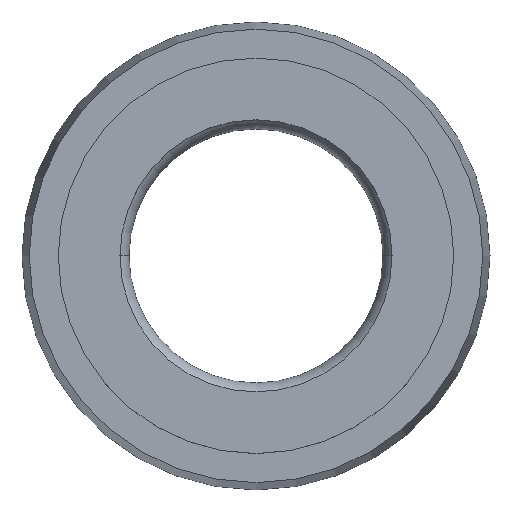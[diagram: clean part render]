
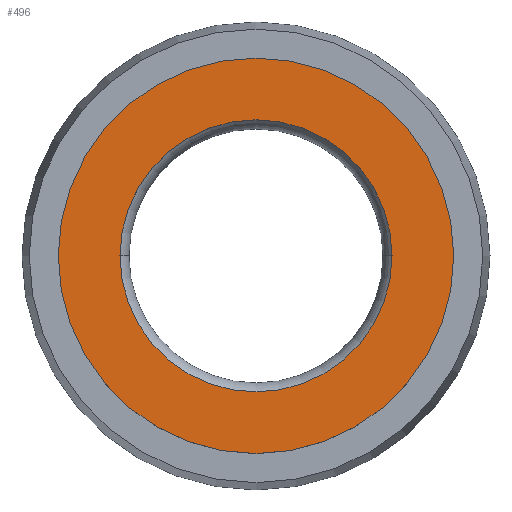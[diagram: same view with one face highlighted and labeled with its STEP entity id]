
A CAD part, top view. The second image highlights one B-rep face of the part: STEP entity #496.
In plain terms, the highlighted planar face has unit normal (0, 0, 1).
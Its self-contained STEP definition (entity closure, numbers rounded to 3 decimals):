
#3 = AXIS2_PLACEMENT_3D ( 'NONE', #14, #350, #307 ) ;
#5 = DIRECTION ( 'NONE',  ( 0., 0., -1. ) ) ;
#14 = CARTESIAN_POINT ( 'NONE',  ( 0., 0., 0. ) ) ;
#17 = DIRECTION ( 'NONE',  ( 0., 0., 1. ) ) ;
#21 = CIRCLE ( 'NONE', #233, 5.45 ) ;
#30 = EDGE_CURVE ( 'NONE', #513, #318, #426, .T. ) ;
#36 = FACE_BOUND ( 'NONE', #446, .T. ) ;
#41 = DIRECTION ( 'NONE',  ( 1., 0., 0. ) ) ;
#52 = ORIENTED_EDGE ( 'NONE', *, *, #69, .F. ) ;
#54 = ORIENTED_EDGE ( 'NONE', *, *, #339, .T. ) ;
#69 = EDGE_CURVE ( 'NONE', #318, #513, #615, .T. ) ;
#96 = DIRECTION ( 'NONE',  ( 1., 0., 0. ) ) ;
#98 = DIRECTION ( 'NONE',  ( 0., 0., 1. ) ) ;
#99 = DIRECTION ( 'NONE',  ( 0., 0., 1. ) ) ;
#105 = FACE_OUTER_BOUND ( 'NONE', #470, .T. ) ;
#113 = CARTESIAN_POINT ( 'NONE',  ( -5.45, 0., 0. ) ) ;
#138 = AXIS2_PLACEMENT_3D ( 'NONE', #310, #17, #407 ) ;
#171 = CARTESIAN_POINT ( 'NONE',  ( 5.45, 0., 0. ) ) ;
#199 = CIRCLE ( 'NONE', #3, 5.45 ) ;
#233 = AXIS2_PLACEMENT_3D ( 'NONE', #592, #99, #96 ) ;
#292 = VERTEX_POINT ( 'NONE', #113 ) ;
#307 = DIRECTION ( 'NONE',  ( 1., 0., 0. ) ) ;
#310 = CARTESIAN_POINT ( 'NONE',  ( 0., 0., 0. ) ) ;
#318 = VERTEX_POINT ( 'NONE', #508 ) ;
#339 = EDGE_CURVE ( 'NONE', #292, #636, #199, .T. ) ;
#349 = DIRECTION ( 'NONE',  ( -1., 0., 0. ) ) ;
#350 = DIRECTION ( 'NONE',  ( 0., 0., 1. ) ) ;
#351 = CARTESIAN_POINT ( 'NONE',  ( 0., 0., 0. ) ) ;
#384 = CARTESIAN_POINT ( 'NONE',  ( 0., 0., 0. ) ) ;
#407 = DIRECTION ( 'NONE',  ( 1., 0., 0. ) ) ;
#426 = CIRCLE ( 'NONE', #138, 3.75 ) ;
#446 = EDGE_LOOP ( 'NONE', ( #546, #52 ) ) ;
#470 = EDGE_LOOP ( 'NONE', ( #542, #54 ) ) ;
#496 = ADVANCED_FACE ( 'NONE', ( #36, #105 ), #553, .F. ) ;
#508 = CARTESIAN_POINT ( 'NONE',  ( -3.75, 0., 0. ) ) ;
#513 = VERTEX_POINT ( 'NONE', #640 ) ;
#518 = EDGE_CURVE ( 'NONE', #636, #292, #21, .T. ) ;
#542 = ORIENTED_EDGE ( 'NONE', *, *, #518, .T. ) ;
#546 = ORIENTED_EDGE ( 'NONE', *, *, #30, .F. ) ;
#553 = PLANE ( 'NONE',  #567 ) ;
#561 = AXIS2_PLACEMENT_3D ( 'NONE', #384, #98, #41 ) ;
#567 = AXIS2_PLACEMENT_3D ( 'NONE', #351, #5, #349 ) ;
#592 = CARTESIAN_POINT ( 'NONE',  ( 0., 0., 0. ) ) ;
#615 = CIRCLE ( 'NONE', #561, 3.75 ) ;
#636 = VERTEX_POINT ( 'NONE', #171 ) ;
#640 = CARTESIAN_POINT ( 'NONE',  ( 3.75, 0., 0. ) ) ;
